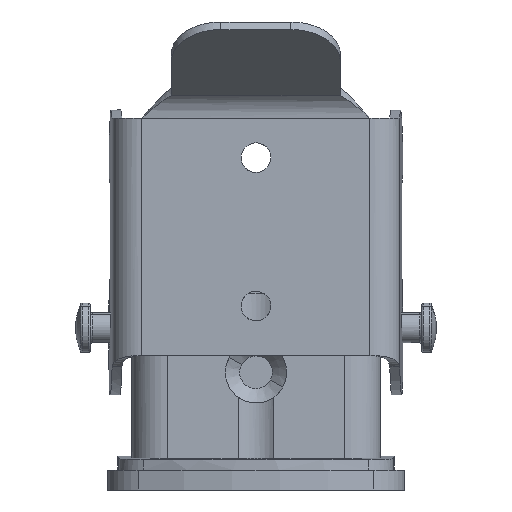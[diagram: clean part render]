
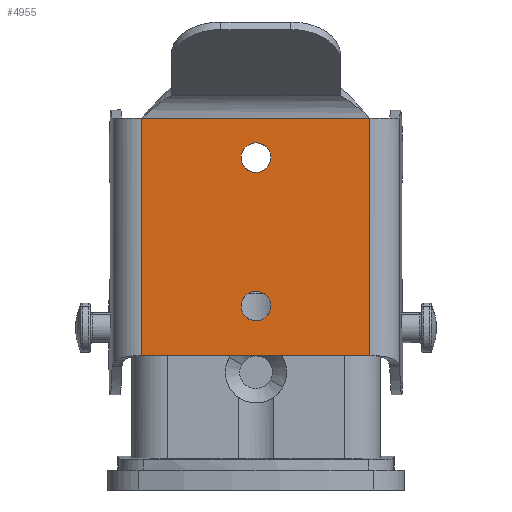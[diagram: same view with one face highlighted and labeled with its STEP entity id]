
A CAD part, front view. The second image highlights one B-rep face of the part: STEP entity #4955.
In plain terms, the highlighted planar face has unit normal (0, -1, 0).
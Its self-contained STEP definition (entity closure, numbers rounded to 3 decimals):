
#4868=AXIS2_PLACEMENT_3D('Plane Axis2P3D',#4865,#4866,#4867) ;
#4474=CARTESIAN_POINT('Vertex',(29.773,9.,37.6)) ;
#4477=CARTESIAN_POINT('Line Origine',(29.773,9.,23.995)) ;
#4481=CARTESIAN_POINT('Vertex',(29.773,9.,13.6)) ;
#4865=CARTESIAN_POINT('Axis2P3D Location',(31.739,9.,25.6)) ;
#4870=CARTESIAN_POINT('Line Origine',(24.988,9.,37.6)) ;
#4874=CARTESIAN_POINT('Vertex',(6.7,9.,37.6)) ;
#4877=CARTESIAN_POINT('Line Origine',(6.7,9.,25.6)) ;
#4881=CARTESIAN_POINT('Vertex',(6.7,9.,13.6)) ;
#4884=CARTESIAN_POINT('Line Origine',(24.988,9.,13.6)) ;
#4896=CARTESIAN_POINT('Control Point',(16.934,9.,17.881)) ;
#4897=CARTESIAN_POINT('Control Point',(17.16,9.,17.467)) ;
#4898=CARTESIAN_POINT('Control Point',(17.548,9.,17.142)) ;
#4899=CARTESIAN_POINT('Control Point',(18.053,9.,16.994)) ;
#4900=CARTESIAN_POINT('Control Point',(19.058,9.,17.121)) ;
#4901=CARTESIAN_POINT('Control Point',(19.708,9.,17.898)) ;
#4902=CARTESIAN_POINT('Control Point',(19.856,9.,18.403)) ;
#4903=CARTESIAN_POINT('Control Point',(19.792,9.,18.906)) ;
#4904=CARTESIAN_POINT('Control Point',(19.566,9.,19.319)) ;
#4905=CARTESIAN_POINT('Vertex',(16.934,9.,17.881)) ;
#4907=CARTESIAN_POINT('Vertex',(19.566,9.,19.319)) ;
#4911=CARTESIAN_POINT('Control Point',(19.566,9.,19.319)) ;
#4912=CARTESIAN_POINT('Control Point',(19.34,9.,19.733)) ;
#4913=CARTESIAN_POINT('Control Point',(18.952,9.,20.058)) ;
#4914=CARTESIAN_POINT('Control Point',(18.447,9.,20.206)) ;
#4915=CARTESIAN_POINT('Control Point',(17.442,9.,20.079)) ;
#4916=CARTESIAN_POINT('Control Point',(16.792,9.,19.302)) ;
#4917=CARTESIAN_POINT('Control Point',(16.644,9.,18.797)) ;
#4918=CARTESIAN_POINT('Control Point',(16.708,9.,18.294)) ;
#4919=CARTESIAN_POINT('Control Point',(16.934,9.,17.881)) ;
#4926=CARTESIAN_POINT('Control Point',(16.934,9.,32.881)) ;
#4927=CARTESIAN_POINT('Control Point',(17.16,9.,32.467)) ;
#4928=CARTESIAN_POINT('Control Point',(17.548,9.,32.142)) ;
#4929=CARTESIAN_POINT('Control Point',(18.053,9.,31.994)) ;
#4930=CARTESIAN_POINT('Control Point',(19.058,9.,32.121)) ;
#4931=CARTESIAN_POINT('Control Point',(19.708,9.,32.898)) ;
#4932=CARTESIAN_POINT('Control Point',(19.856,9.,33.403)) ;
#4933=CARTESIAN_POINT('Control Point',(19.792,9.,33.906)) ;
#4934=CARTESIAN_POINT('Control Point',(19.566,9.,34.319)) ;
#4935=CARTESIAN_POINT('Vertex',(16.934,9.,32.881)) ;
#4937=CARTESIAN_POINT('Vertex',(19.566,9.,34.319)) ;
#4941=CARTESIAN_POINT('Control Point',(19.566,9.,34.319)) ;
#4942=CARTESIAN_POINT('Control Point',(19.34,9.,34.733)) ;
#4943=CARTESIAN_POINT('Control Point',(18.952,9.,35.058)) ;
#4944=CARTESIAN_POINT('Control Point',(18.447,9.,35.206)) ;
#4945=CARTESIAN_POINT('Control Point',(17.442,9.,35.079)) ;
#4946=CARTESIAN_POINT('Control Point',(16.792,9.,34.302)) ;
#4947=CARTESIAN_POINT('Control Point',(16.644,9.,33.797)) ;
#4948=CARTESIAN_POINT('Control Point',(16.708,9.,33.294)) ;
#4949=CARTESIAN_POINT('Control Point',(16.934,9.,32.881)) ;
#4478=DIRECTION('Vector Direction',(0.,0.,1.)) ;
#4866=DIRECTION('Axis2P3D Direction',(0.,-1.,0.)) ;
#4867=DIRECTION('Axis2P3D XDirection',(0.,0.,1.)) ;
#4871=DIRECTION('Vector Direction',(-1.,0.,0.)) ;
#4878=DIRECTION('Vector Direction',(0.,0.,1.)) ;
#4885=DIRECTION('Vector Direction',(-1.,0.,0.)) ;
#4479=VECTOR('Line Direction',#4478,1.) ;
#4872=VECTOR('Line Direction',#4871,1.) ;
#4879=VECTOR('Line Direction',#4878,1.) ;
#4886=VECTOR('Line Direction',#4885,1.) ;
#4890=ORIENTED_EDGE('',*,*,#4876,.F.) ;
#4891=ORIENTED_EDGE('',*,*,#4883,.F.) ;
#4892=ORIENTED_EDGE('',*,*,#4888,.T.) ;
#4893=ORIENTED_EDGE('',*,*,#4483,.T.) ;
#4922=ORIENTED_EDGE('',*,*,#4909,.F.) ;
#4923=ORIENTED_EDGE('',*,*,#4920,.F.) ;
#4952=ORIENTED_EDGE('',*,*,#4939,.F.) ;
#4953=ORIENTED_EDGE('',*,*,#4950,.F.) ;
#4924=FACE_BOUND('',#4921,.T.) ;
#4954=FACE_BOUND('',#4951,.T.) ;
#4955=ADVANCED_FACE('Hauptk\X2\00F6\X0\rper',(#4894,#4924,#4954),#4869,.T.) ;
#4895=B_SPLINE_CURVE_WITH_KNOTS('',5,(#4896,#4897,#4898,#4899,#4900,#4901,#4902,#4903,#4904),.UNSPECIFIED.,.F.,.U.,(6,3,6),(3.106,5.462,7.819),.UNSPECIFIED.) ;
#4910=B_SPLINE_CURVE_WITH_KNOTS('',5,(#4911,#4912,#4913,#4914,#4915,#4916,#4917,#4918,#4919),.UNSPECIFIED.,.F.,.U.,(6,3,6),(7.819,10.175,12.531),.UNSPECIFIED.) ;
#4925=B_SPLINE_CURVE_WITH_KNOTS('',5,(#4926,#4927,#4928,#4929,#4930,#4931,#4932,#4933,#4934),.UNSPECIFIED.,.F.,.U.,(6,3,6),(3.106,5.462,7.819),.UNSPECIFIED.) ;
#4940=B_SPLINE_CURVE_WITH_KNOTS('',5,(#4941,#4942,#4943,#4944,#4945,#4946,#4947,#4948,#4949),.UNSPECIFIED.,.F.,.U.,(6,3,6),(7.819,10.175,12.531),.UNSPECIFIED.) ;
#4483=EDGE_CURVE('',#4482,#4475,#4480,.T.) ;
#4876=EDGE_CURVE('',#4875,#4475,#4873,.F.) ;
#4883=EDGE_CURVE('',#4882,#4875,#4880,.T.) ;
#4888=EDGE_CURVE('',#4882,#4482,#4887,.F.) ;
#4909=EDGE_CURVE('',#4906,#4908,#4895,.T.) ;
#4920=EDGE_CURVE('',#4908,#4906,#4910,.T.) ;
#4939=EDGE_CURVE('',#4936,#4938,#4925,.T.) ;
#4950=EDGE_CURVE('',#4938,#4936,#4940,.T.) ;
#4889=EDGE_LOOP('',(#4890,#4891,#4892,#4893)) ;
#4921=EDGE_LOOP('',(#4922,#4923)) ;
#4951=EDGE_LOOP('',(#4952,#4953)) ;
#4894=FACE_OUTER_BOUND('',#4889,.T.) ;
#4480=LINE('Line',#4477,#4479) ;
#4873=LINE('Line',#4870,#4872) ;
#4880=LINE('Line',#4877,#4879) ;
#4887=LINE('Line',#4884,#4886) ;
#4869=PLANE('',#4868) ;
#4475=VERTEX_POINT('',#4474) ;
#4482=VERTEX_POINT('',#4481) ;
#4875=VERTEX_POINT('',#4874) ;
#4882=VERTEX_POINT('',#4881) ;
#4906=VERTEX_POINT('',#4905) ;
#4908=VERTEX_POINT('',#4907) ;
#4936=VERTEX_POINT('',#4935) ;
#4938=VERTEX_POINT('',#4937) ;
